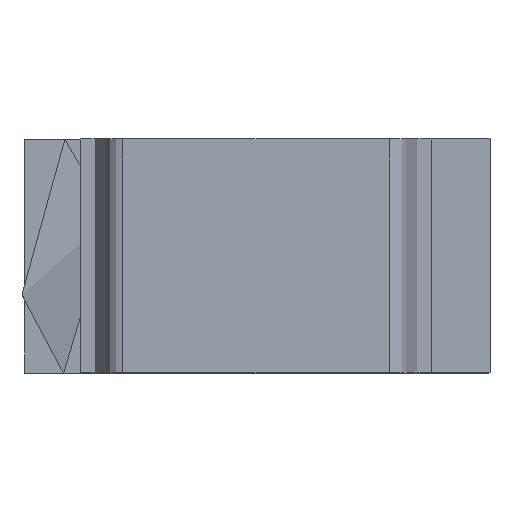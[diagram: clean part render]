
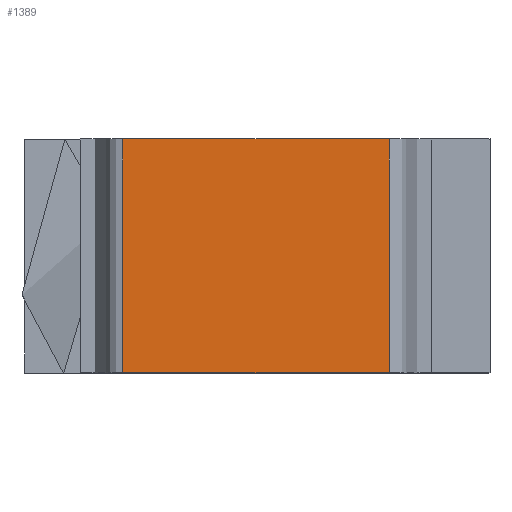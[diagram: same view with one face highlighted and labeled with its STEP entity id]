
A CAD part, top view. The second image highlights one B-rep face of the part: STEP entity #1389.
In plain terms, the highlighted planar face has unit normal (0, 0, -1).
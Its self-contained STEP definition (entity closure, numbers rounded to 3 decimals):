
#62 = CARTESIAN_POINT ( 'NONE',  ( -0.455, 0.4, 0.35 ) ) ;
#88 = DIRECTION ( 'NONE',  ( 1., 0., 0. ) ) ;
#115 = LINE ( 'NONE', #1310, #629 ) ;
#180 = ORIENTED_EDGE ( 'NONE', *, *, #839, .T. ) ;
#203 = VERTEX_POINT ( 'NONE', #62 ) ;
#212 = CARTESIAN_POINT ( 'NONE',  ( 0.455, -0.4, 0.35 ) ) ;
#250 = DIRECTION ( 'NONE',  ( 0., -1., 0. ) ) ;
#265 = DIRECTION ( 'NONE',  ( 0., 1., 0. ) ) ;
#271 = CARTESIAN_POINT ( 'NONE',  ( 0.5, 0.4, 0.35 ) ) ;
#274 = LINE ( 'NONE', #991, #1325 ) ;
#317 = VECTOR ( 'NONE', #88, 1000. ) ;
#393 = VERTEX_POINT ( 'NONE', #1342 ) ;
#441 = ORIENTED_EDGE ( 'NONE', *, *, #1111, .T. ) ;
#629 = VECTOR ( 'NONE', #655, 1000. ) ;
#655 = DIRECTION ( 'NONE',  ( -1., 0., 0. ) ) ;
#681 = VERTEX_POINT ( 'NONE', #212 ) ;
#703 = CARTESIAN_POINT ( 'NONE',  ( 0.455, 0.4, 0.35 ) ) ;
#737 = EDGE_LOOP ( 'NONE', ( #1214, #1259, #180, #441 ) ) ;
#793 = EDGE_CURVE ( 'NONE', #393, #203, #274, .T. ) ;
#805 = LINE ( 'NONE', #271, #317 ) ;
#828 = VERTEX_POINT ( 'NONE', #703 ) ;
#839 = EDGE_CURVE ( 'NONE', #828, #681, #1320, .T. ) ;
#852 = VECTOR ( 'NONE', #250, 1000. ) ;
#863 = FACE_OUTER_BOUND ( 'NONE', #737, .T. ) ;
#868 = DIRECTION ( 'NONE',  ( 0., 1., 0. ) ) ;
#991 = CARTESIAN_POINT ( 'NONE',  ( -0.455, -0.4, 0.35 ) ) ;
#1007 = AXIS2_PLACEMENT_3D ( 'NONE', #1292, #1285, #868 ) ;
#1111 = EDGE_CURVE ( 'NONE', #681, #393, #115, .T. ) ;
#1214 = ORIENTED_EDGE ( 'NONE', *, *, #793, .T. ) ;
#1217 = CARTESIAN_POINT ( 'NONE',  ( 0.455, -0.4, 0.35 ) ) ;
#1259 = ORIENTED_EDGE ( 'NONE', *, *, #1314, .T. ) ;
#1285 = DIRECTION ( 'NONE',  ( 0., 0., -1. ) ) ;
#1292 = CARTESIAN_POINT ( 'NONE',  ( 0.5, -0.4, 0.35 ) ) ;
#1310 = CARTESIAN_POINT ( 'NONE',  ( 0.5, -0.4, 0.35 ) ) ;
#1314 = EDGE_CURVE ( 'NONE', #203, #828, #805, .T. ) ;
#1320 = LINE ( 'NONE', #1217, #852 ) ;
#1325 = VECTOR ( 'NONE', #265, 1000. ) ;
#1342 = CARTESIAN_POINT ( 'NONE',  ( -0.455, -0.4, 0.35 ) ) ;
#1389 = ADVANCED_FACE ( 'NONE', ( #863 ), #1398, .T. ) ;
#1398 = PLANE ( 'NONE',  #1007 ) ;
